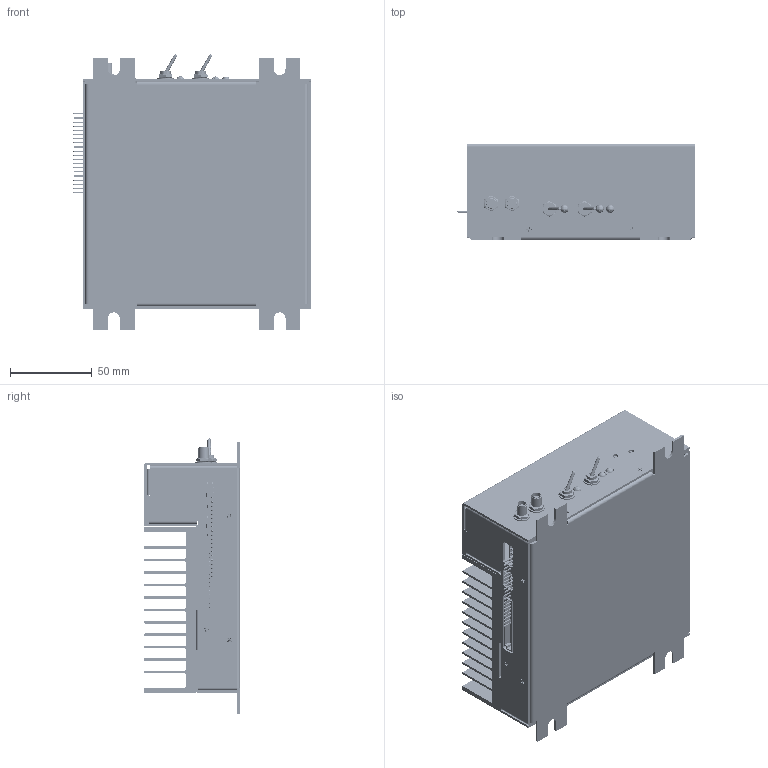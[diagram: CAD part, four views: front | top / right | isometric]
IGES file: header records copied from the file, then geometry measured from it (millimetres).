
Start section: SolidWorks IGES file using analytic representation for surfaces
Global section: file name: QCL-6 Assy.IGS; native system: SolidWorks 2012; preprocessor: SolidWorks 2012; author: gniebel; date: 120924.090718; units: inch
Bounding box: 145.64 x 58.71 x 168.6 mm (x, y, z)
Surface area: 334858.3 mm2 (no closed solid volume)
Topology: 0 solids, 0 shells, 3528 faces, 33190 edges, 33186 vertices
Faces by surface type: bspline 2514, revolution 1014
